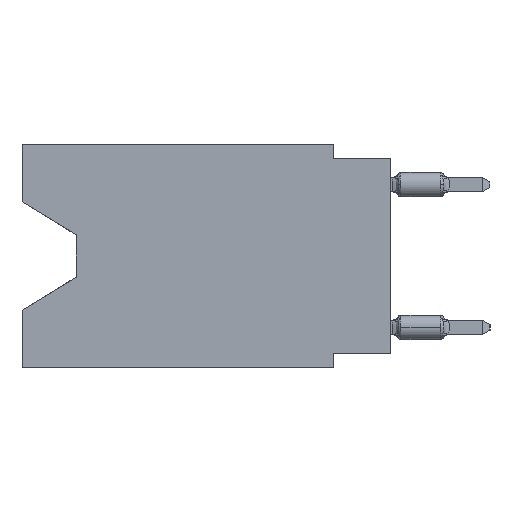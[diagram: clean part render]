
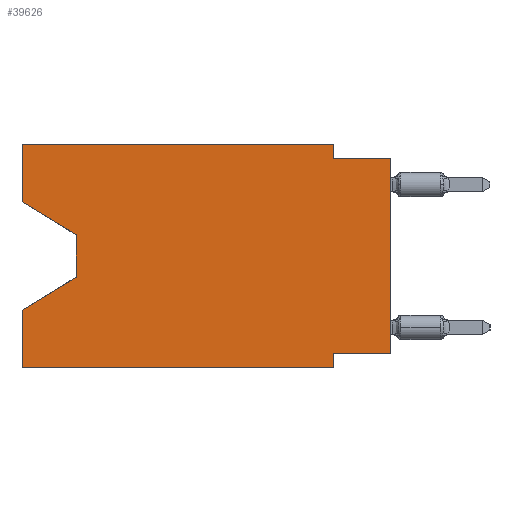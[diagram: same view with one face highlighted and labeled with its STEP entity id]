
A CAD part, left-side view. The second image highlights one B-rep face of the part: STEP entity #39626.
In plain terms, the highlighted planar face has unit normal (-1, 0, 0).
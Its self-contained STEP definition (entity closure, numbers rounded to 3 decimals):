
#347 = LINE ( 'NONE', #20780, #57166 ) ;
#697 = EDGE_CURVE ( 'NONE', #8569, #29440, #1516, .T. ) ;
#1503 = ORIENTED_EDGE ( 'NONE', *, *, #697, .F. ) ;
#1516 = LINE ( 'NONE', #52415, #48571 ) ;
#2066 = CARTESIAN_POINT ( 'NONE',  ( 0., 0., -9.271 ) ) ;
#2493 = CARTESIAN_POINT ( 'NONE',  ( 0., 16.383, 0. ) ) ;
#2869 = VECTOR ( 'NONE', #26413, 1000. ) ;
#2924 = CARTESIAN_POINT ( 'NONE',  ( 0., 16.383, 0. ) ) ;
#3294 = ORIENTED_EDGE ( 'NONE', *, *, #60791, .F. ) ;
#3558 = VECTOR ( 'NONE', #12985, 1000. ) ;
#3802 = ORIENTED_EDGE ( 'NONE', *, *, #63511, .F. ) ;
#4298 = VERTEX_POINT ( 'NONE', #21093 ) ;
#4794 = VECTOR ( 'NONE', #8680, 1000. ) ;
#6605 = ORIENTED_EDGE ( 'NONE', *, *, #65354, .T. ) ;
#8569 = VERTEX_POINT ( 'NONE', #42666 ) ;
#8680 = DIRECTION ( 'NONE',  ( 0., 0., -1. ) ) ;
#10219 = VERTEX_POINT ( 'NONE', #62260 ) ;
#10554 = DIRECTION ( 'NONE',  ( 0., -1., 0. ) ) ;
#11591 = VECTOR ( 'NONE', #11679, 1000. ) ;
#11679 = DIRECTION ( 'NONE',  ( 0., -1., 0. ) ) ;
#11774 = VERTEX_POINT ( 'NONE', #55497 ) ;
#12985 = DIRECTION ( 'NONE',  ( 0., 0., 1. ) ) ;
#13074 = CARTESIAN_POINT ( 'NONE',  ( 0., 2.54, -9.906 ) ) ;
#13248 = VECTOR ( 'NONE', #22480, 1000. ) ;
#14646 = DIRECTION ( 'NONE',  ( 0., -0.855, -0.519 ) ) ;
#16159 = DIRECTION ( 'NONE',  ( 0., -1., 0. ) ) ;
#16176 = CARTESIAN_POINT ( 'NONE',  ( 0., 2.54, -9.906 ) ) ;
#17106 = CARTESIAN_POINT ( 'NONE',  ( 0., 16.383, -2.546 ) ) ;
#17164 = LINE ( 'NONE', #58033, #27151 ) ;
#18958 = ORIENTED_EDGE ( 'NONE', *, *, #66233, .T. ) ;
#20593 = EDGE_CURVE ( 'NONE', #61955, #26057, #44303, .T. ) ;
#20613 = LINE ( 'NONE', #41695, #49703 ) ;
#20780 = CARTESIAN_POINT ( 'NONE',  ( 0., 0., 0. ) ) ;
#20968 = CARTESIAN_POINT ( 'NONE',  ( 0., 16.383, -2.546 ) ) ;
#21093 = CARTESIAN_POINT ( 'NONE',  ( 0., 13.97, -4.013 ) ) ;
#22242 = VERTEX_POINT ( 'NONE', #38998 ) ;
#22329 = CARTESIAN_POINT ( 'NONE',  ( 0., 16.383, 0. ) ) ;
#22480 = DIRECTION ( 'NONE',  ( 0., 1., 0. ) ) ;
#25553 = FACE_OUTER_BOUND ( 'NONE', #31301, .T. ) ;
#26057 = VERTEX_POINT ( 'NONE', #16176 ) ;
#26413 = DIRECTION ( 'NONE',  ( 0., 0., -1. ) ) ;
#27151 = VECTOR ( 'NONE', #16159, 1000. ) ;
#29440 = VERTEX_POINT ( 'NONE', #44473 ) ;
#31301 = EDGE_LOOP ( 'NONE', ( #6605, #18958, #32076, #64887, #60960, #3802, #58085, #58863, #62736, #1503, #61135, #3294 ) ) ;
#31862 = EDGE_CURVE ( 'NONE', #47442, #8569, #17164, .T. ) ;
#32076 = ORIENTED_EDGE ( 'NONE', *, *, #43774, .T. ) ;
#32286 = EDGE_CURVE ( 'NONE', #11774, #37319, #347, .T. ) ;
#33061 = EDGE_CURVE ( 'NONE', #29440, #37319, #20613, .T. ) ;
#33704 = CARTESIAN_POINT ( 'NONE',  ( 0., 13.97, -5.893 ) ) ;
#34025 = DIRECTION ( 'NONE',  ( 0., 0.855, -0.519 ) ) ;
#34395 = LINE ( 'NONE', #2924, #3558 ) ;
#35938 = CARTESIAN_POINT ( 'NONE',  ( 0., 16.383, 0. ) ) ;
#37319 = VERTEX_POINT ( 'NONE', #65818 ) ;
#38998 = CARTESIAN_POINT ( 'NONE',  ( 0., 2.54, -9.271 ) ) ;
#39626 = ADVANCED_FACE ( 'NONE', ( #25553 ), #61418, .F. ) ;
#41250 = CARTESIAN_POINT ( 'NONE',  ( 0., 16.383, -9.906 ) ) ;
#41277 = VERTEX_POINT ( 'NONE', #17106 ) ;
#41695 = CARTESIAN_POINT ( 'NONE',  ( 0., 0., -0.635 ) ) ;
#42666 = CARTESIAN_POINT ( 'NONE',  ( 0., 2.54, 0. ) ) ;
#42760 = DIRECTION ( 'NONE',  ( 0., 0., 1. ) ) ;
#43727 = LINE ( 'NONE', #33704, #64193 ) ;
#43774 = EDGE_CURVE ( 'NONE', #10219, #45395, #43727, .T. ) ;
#44303 = LINE ( 'NONE', #41250, #11591 ) ;
#44473 = CARTESIAN_POINT ( 'NONE',  ( 0., 2.54, -0.635 ) ) ;
#44849 = LINE ( 'NONE', #13074, #4794 ) ;
#45395 = VERTEX_POINT ( 'NONE', #48712 ) ;
#45858 = CARTESIAN_POINT ( 'NONE',  ( 0., 13.97, -4.013 ) ) ;
#47311 = DIRECTION ( 'NONE',  ( 1., 0., 0. ) ) ;
#47442 = VERTEX_POINT ( 'NONE', #2493 ) ;
#47937 = LINE ( 'NONE', #2066, #13248 ) ;
#47975 = DIRECTION ( 'NONE',  ( 0., 0., -1. ) ) ;
#48571 = VECTOR ( 'NONE', #51404, 1000. ) ;
#48712 = CARTESIAN_POINT ( 'NONE',  ( 0., 16.383, -7.36 ) ) ;
#48780 = LINE ( 'NONE', #22329, #49763 ) ;
#49703 = VECTOR ( 'NONE', #10554, 1000. ) ;
#49763 = VECTOR ( 'NONE', #42760, 1000. ) ;
#49825 = VECTOR ( 'NONE', #14646, 1000. ) ;
#51404 = DIRECTION ( 'NONE',  ( 0., 0., -1. ) ) ;
#51416 = EDGE_CURVE ( 'NONE', #11774, #22242, #47937, .T. ) ;
#52415 = CARTESIAN_POINT ( 'NONE',  ( 0., 2.54, 0. ) ) ;
#53353 = AXIS2_PLACEMENT_3D ( 'NONE', #35938, #47311, #47975 ) ;
#53636 = EDGE_CURVE ( 'NONE', #61955, #45395, #48780, .T. ) ;
#55497 = CARTESIAN_POINT ( 'NONE',  ( 0., 0., -9.271 ) ) ;
#55910 = LINE ( 'NONE', #45858, #2869 ) ;
#57166 = VECTOR ( 'NONE', #61641, 1000. ) ;
#58033 = CARTESIAN_POINT ( 'NONE',  ( 0., 16.383, 0. ) ) ;
#58085 = ORIENTED_EDGE ( 'NONE', *, *, #51416, .F. ) ;
#58863 = ORIENTED_EDGE ( 'NONE', *, *, #32286, .T. ) ;
#60201 = CARTESIAN_POINT ( 'NONE',  ( 0., 16.383, -9.906 ) ) ;
#60791 = EDGE_CURVE ( 'NONE', #41277, #47442, #34395, .T. ) ;
#60960 = ORIENTED_EDGE ( 'NONE', *, *, #20593, .T. ) ;
#61135 = ORIENTED_EDGE ( 'NONE', *, *, #31862, .F. ) ;
#61418 = PLANE ( 'NONE',  #53353 ) ;
#61519 = LINE ( 'NONE', #20968, #49825 ) ;
#61641 = DIRECTION ( 'NONE',  ( 0., 0., 1. ) ) ;
#61955 = VERTEX_POINT ( 'NONE', #60201 ) ;
#62260 = CARTESIAN_POINT ( 'NONE',  ( 0., 13.97, -5.893 ) ) ;
#62736 = ORIENTED_EDGE ( 'NONE', *, *, #33061, .F. ) ;
#63511 = EDGE_CURVE ( 'NONE', #22242, #26057, #44849, .T. ) ;
#64193 = VECTOR ( 'NONE', #34025, 1000. ) ;
#64887 = ORIENTED_EDGE ( 'NONE', *, *, #53636, .F. ) ;
#65354 = EDGE_CURVE ( 'NONE', #41277, #4298, #61519, .T. ) ;
#65818 = CARTESIAN_POINT ( 'NONE',  ( 0., 0., -0.635 ) ) ;
#66233 = EDGE_CURVE ( 'NONE', #4298, #10219, #55910, .T. ) ;
